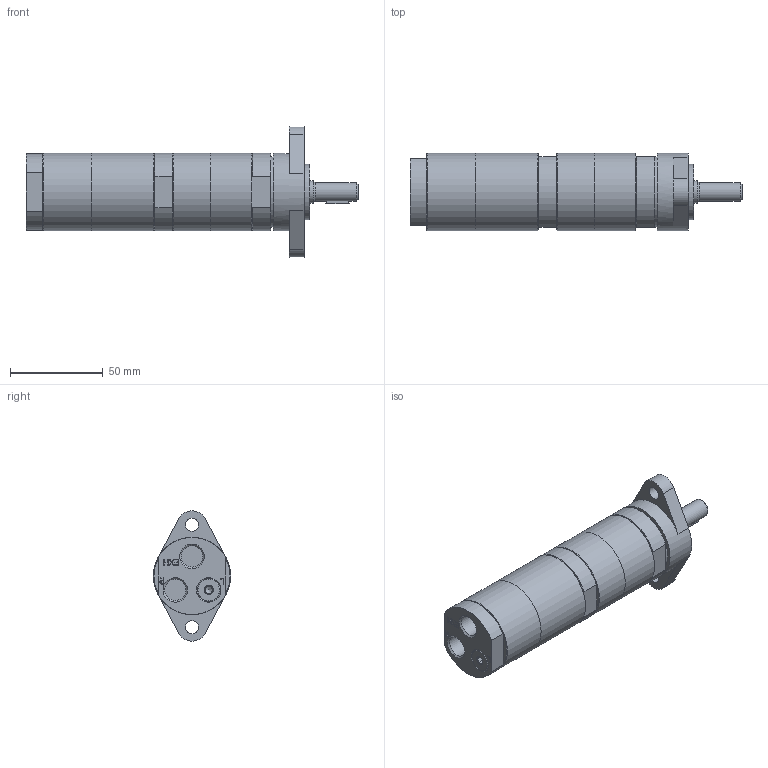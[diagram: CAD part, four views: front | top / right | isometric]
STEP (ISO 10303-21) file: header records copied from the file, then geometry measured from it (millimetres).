
FILE_DESCRIPTION(/* description */ ('MRD 38-320 A17'),/* implementation_level */ '2;1');
FILE_NAME(/* name */ 'MRD 38-320 A17_60058247.stp',/* time_stamp */ '2023-11-28T09:46:48+01:00',/* author */ ('DSteinicke'),/* organization */ (''),/* preprocessor_version */ 'ST-DEVELOPER v19.2',/* originating_system */ 'Autodesk Inventor 2024',/* authorisation */ '');
FILE_SCHEMA (('AUTOMOTIVE_DESIGN { 1 0 10303 214 3 1 1 }'));
Length unit declared in the file: millimetre
Products named in the file (1): 60058247
Bounding box: 178.5 x 41.5 x 69.94 mm (x, y, z)
Volume: 206414.7 mm3; surface area: 26531.9 mm2
Topology: 1 solids, 1 shells, 163 faces, 412 edges, 265 vertices
Faces by surface type: plane 107, cylinder 26, cone 23, bspline 7
Full cylindrical faces by diameter (mm): 1.6 x1, 4 x1, 7 x2, 10 x1, 11.445 x2, 12 x1, 16 x1, 30 x1, 37.9 x1, 41.5 x5
Entity records: 5141 total; most frequent: CARTESIAN_POINT 1017, ORIENTED_EDGE 820, DIRECTION 781, EDGE_CURVE 410, LINE 265, VECTOR 265, VERTEX_POINT 265, AXIS2_PLACEMENT_3D 258
